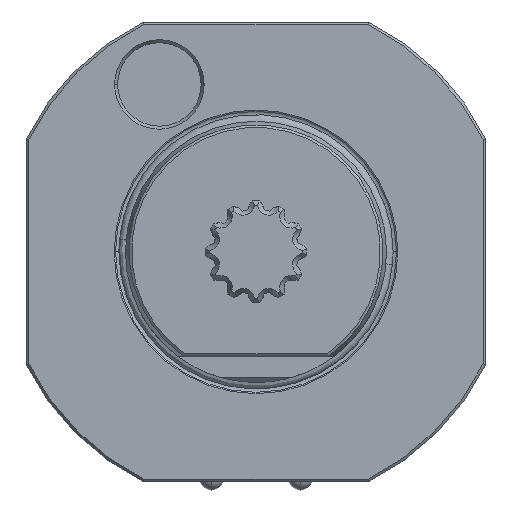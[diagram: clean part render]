
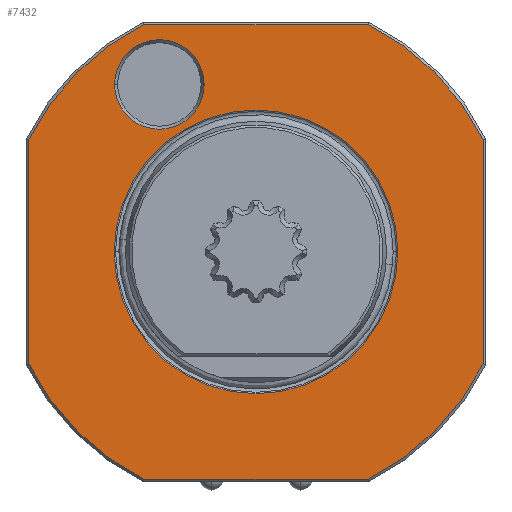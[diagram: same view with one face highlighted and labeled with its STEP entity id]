
A CAD part, left-side view. The second image highlights one B-rep face of the part: STEP entity #7432.
In plain terms, the highlighted planar face has unit normal (-1, 0, 0).
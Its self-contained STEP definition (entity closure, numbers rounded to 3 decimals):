
#206=CARTESIAN_POINT('',(-80.5,0.,0.));
#207=DIRECTION('',(1.,0.,0.));
#208=DIRECTION('',(0.,-0.897,-0.442));
#209=AXIS2_PLACEMENT_3D('',#206,#207,#208);
#211=DIRECTION('',(0.,-1.,0.));
#212=VECTOR('',#211,42.896);
#213=CARTESIAN_POINT('',(-80.5,21.448,-43.5));
#214=LINE('',#213,#212);
#215=CARTESIAN_POINT('',(-80.5,0.,0.));
#216=DIRECTION('',(1.,0.,0.));
#217=DIRECTION('',(0.,0.442,-0.897));
#218=AXIS2_PLACEMENT_3D('',#215,#216,#217);
#220=DIRECTION('',(0.,0.,-1.));
#221=VECTOR('',#220,42.896);
#222=CARTESIAN_POINT('',(-80.5,43.5,21.448));
#223=LINE('',#222,#221);
#224=CARTESIAN_POINT('',(-80.5,0.,0.));
#225=DIRECTION('',(1.,0.,0.));
#226=DIRECTION('',(0.,0.897,0.442));
#227=AXIS2_PLACEMENT_3D('',#224,#225,#226);
#229=DIRECTION('',(0.,1.,0.));
#230=VECTOR('',#229,42.896);
#231=CARTESIAN_POINT('',(-80.5,-21.448,43.5));
#232=LINE('',#231,#230);
#233=CARTESIAN_POINT('',(-80.5,0.,0.));
#234=DIRECTION('',(1.,0.,0.));
#235=DIRECTION('',(0.,-0.442,0.897));
#236=AXIS2_PLACEMENT_3D('',#233,#234,#235);
#238=DIRECTION('',(0.,0.,1.));
#239=VECTOR('',#238,42.896);
#240=CARTESIAN_POINT('',(-80.5,-43.5,
-21.448));
#241=LINE('',#240,#239);
#242=CARTESIAN_POINT('',(-80.5,0.,0.));
#243=DIRECTION('',(1.,0.,0.));
#244=DIRECTION('',(0.,-1.,0.));
#245=AXIS2_PLACEMENT_3D('',#242,#243,#244);
#247=CARTESIAN_POINT('',(-80.5,0.,0.));
#248=DIRECTION('',(1.,0.,0.));
#249=DIRECTION('',(0.,1.,0.));
#250=AXIS2_PLACEMENT_3D('',#247,#248,#249);
#252=CARTESIAN_POINT('',(-80.5,18.5,32.043));
#253=DIRECTION('',(1.,0.,0.));
#254=DIRECTION('',(0.,-1.,0.));
#255=AXIS2_PLACEMENT_3D('',#252,#253,#254);
#257=CARTESIAN_POINT('',(-80.5,18.5,32.043));
#258=DIRECTION('',(1.,0.,0.));
#259=DIRECTION('',(0.,1.,0.));
#260=AXIS2_PLACEMENT_3D('',#257,#258,#259);
#6500=CARTESIAN_POINT('',(-80.5,-27.15,0.));
#6501=CARTESIAN_POINT('',(-80.5,27.15,0.));
#6502=VERTEX_POINT('',#6500);
#6503=VERTEX_POINT('',#6501);
#6504=CARTESIAN_POINT('',(-80.5,9.923,32.043));
#6505=CARTESIAN_POINT('',(-80.5,27.077,32.043));
#6506=VERTEX_POINT('',#6504);
#6507=VERTEX_POINT('',#6505);
#6508=CARTESIAN_POINT('',(-80.5,-43.5,-21.448));
#6509=CARTESIAN_POINT('',(-80.5,-21.448,-43.5));
#6510=VERTEX_POINT('',#6508);
#6511=VERTEX_POINT('',#6509);
#6516=CARTESIAN_POINT('',(-80.5,-21.449,43.501));
#6517=CARTESIAN_POINT('',(-80.5,-43.501,21.449));
#6518=VERTEX_POINT('',#6516);
#6519=VERTEX_POINT('',#6517);
#6544=CARTESIAN_POINT('',(-80.5,43.501,21.449));
#6545=CARTESIAN_POINT('',(-80.5,21.449,43.501));
#6546=VERTEX_POINT('',#6544);
#6547=VERTEX_POINT('',#6545);
#6552=CARTESIAN_POINT('',(-80.5,21.448,-43.5));
#6553=CARTESIAN_POINT('',(-80.5,43.5,-21.448));
#6554=VERTEX_POINT('',#6552);
#6555=VERTEX_POINT('',#6553);
#7398=CARTESIAN_POINT('',(-80.5,0.,0.));
#7399=DIRECTION('',(-1.,0.,0.));
#7400=DIRECTION('',(0.,1.,0.));
#7401=AXIS2_PLACEMENT_3D('',#7398,#7399,#7400);
#7402=PLANE('',#7401);
#7404=ORIENTED_EDGE('',*,*,#7403,.T.);
#7406=ORIENTED_EDGE('',*,*,#7405,.F.);
#7408=ORIENTED_EDGE('',*,*,#7407,.T.);
#7410=ORIENTED_EDGE('',*,*,#7409,.F.);
#7412=ORIENTED_EDGE('',*,*,#7411,.T.);
#7414=ORIENTED_EDGE('',*,*,#7413,.F.);
#7415=ORIENTED_EDGE('',*,*,#7388,.T.);
#7417=ORIENTED_EDGE('',*,*,#7416,.F.);
#7418=EDGE_LOOP('',(#7404,#7406,#7408,#7410,#7412,#7414,#7415,#7417));
#7419=FACE_OUTER_BOUND('',#7418,.F.);
#7421=ORIENTED_EDGE('',*,*,#7420,.F.);
#7423=ORIENTED_EDGE('',*,*,#7422,.F.);
#7424=EDGE_LOOP('',(#7421,#7423));
#7425=FACE_BOUND('',#7424,.F.);
#7427=ORIENTED_EDGE('',*,*,#7426,.F.);
#7429=ORIENTED_EDGE('',*,*,#7428,.F.);
#7430=EDGE_LOOP('',(#7427,#7429));
#7431=FACE_BOUND('',#7430,.F.);
#210=CIRCLE('',#209,48.501);
#219=CIRCLE('',#218,48.501);
#228=CIRCLE('',#227,48.501);
#237=CIRCLE('',#236,48.501);
#246=CIRCLE('',#245,27.15);
#251=CIRCLE('',#250,27.15);
#256=CIRCLE('',#255,8.577);
#261=CIRCLE('',#260,8.577);
#7388=EDGE_CURVE('',#6518,#6519,#237,.T.);
#7403=EDGE_CURVE('',#6510,#6511,#210,.T.);
#7405=EDGE_CURVE('',#6554,#6511,#214,.T.);
#7407=EDGE_CURVE('',#6554,#6555,#219,.T.);
#7409=EDGE_CURVE('',#6546,#6555,#223,.T.);
#7411=EDGE_CURVE('',#6546,#6547,#228,.T.);
#7413=EDGE_CURVE('',#6518,#6547,#232,.T.);
#7416=EDGE_CURVE('',#6510,#6519,#241,.T.);
#7420=EDGE_CURVE('',#6502,#6503,#246,.T.);
#7422=EDGE_CURVE('',#6503,#6502,#251,.T.);
#7426=EDGE_CURVE('',#6506,#6507,#256,.T.);
#7428=EDGE_CURVE('',#6507,#6506,#261,.T.);
#7432=ADVANCED_FACE('',(#7419,#7425,#7431),#7402,.T.);
